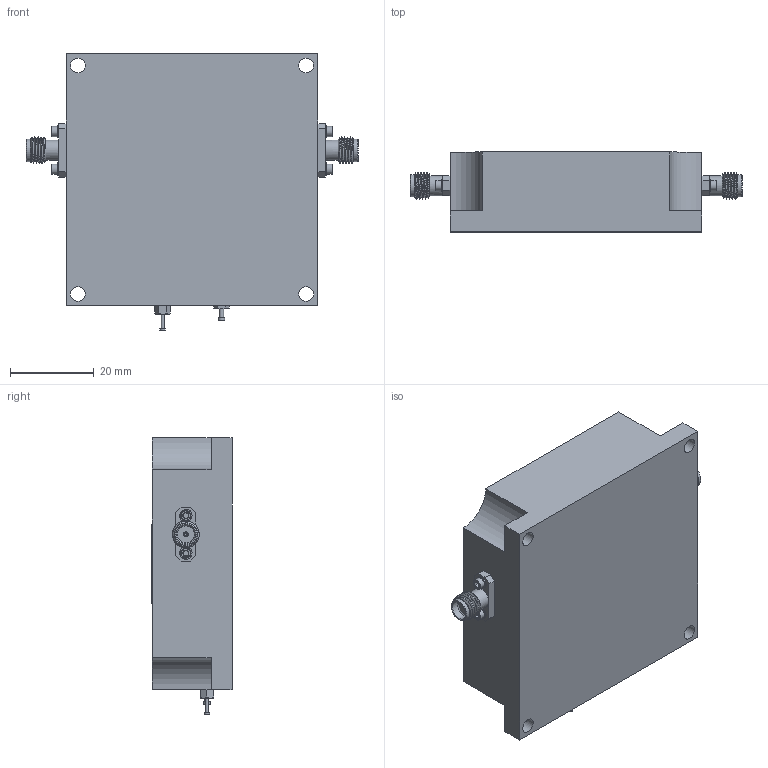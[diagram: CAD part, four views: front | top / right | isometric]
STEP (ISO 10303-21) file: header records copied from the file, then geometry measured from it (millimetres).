
FILE_DESCRIPTION (( 'STEP AP203' ), '1' );
FILE_NAME ('PE1522.step', '2020-03-10T15:14:36', ( '' ), ( '' ), 'SwSTEP 2.0', 'SolidWorks 2018', '' );
FILE_SCHEMA (( 'CONFIG_CONTROL_DESIGN' ));
Length unit declared in the file: inch
Products named in the file (1): PE1522
Bounding box: 79.05 x 19.08 x 65.84 mm (x, y, z)
Volume: 66230.1 mm3; surface area: 12796 mm2
Topology: 5 solids, 5 shells, 261 faces, 573 edges, 354 vertices
Faces by surface type: plane 122, cylinder 59, cone 54, bspline 22, torus 4
Full cylindrical faces by diameter (mm): 0.508 x3, 0.762 x1, 0.94 x2, 1.016 x1, 1.194 x4, 1.27 x1, 1.524 x13, 1.854 x4, 2.438 x4, 2.54 x2, 2.946 x4, 3.5 x4, 4.521 x2, 4.826 x2, 5.334 x2
Entity records: 11595 total; most frequent: CARTESIAN_POINT 6614, DIRECTION 984, ORIENTED_EDGE 916, EDGE_CURVE 458, AXIS2_PLACEMENT_3D 406, EDGE_LOOP 362, VERTEX_POINT 312, FACE_OUTER_BOUND 294
